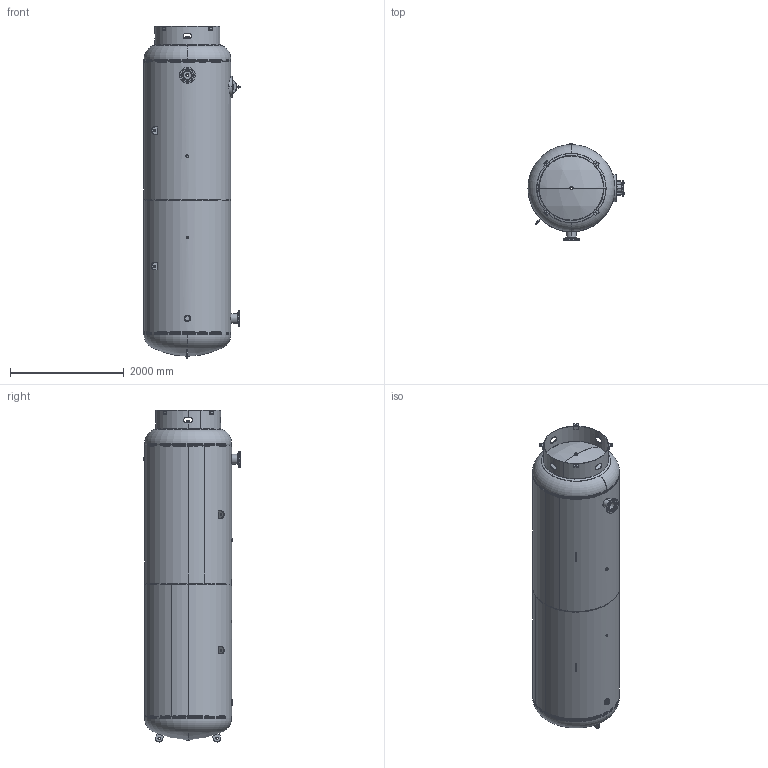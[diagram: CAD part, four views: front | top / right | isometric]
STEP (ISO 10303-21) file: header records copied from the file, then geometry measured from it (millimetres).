
FILE_DESCRIPTION (( 'STEP AP214' ), '1' );
FILE_NAME ('302453.STEP', '2025-06-26T14:00:45', ( '' ), ( '' ), 'SwSTEP 2.0', 'SolidWorks 2022', '' );
FILE_SCHEMA (( 'AUTOMOTIVE_DESIGN' ));
Length unit declared in the file: millimetre
Products named in the file (1): 302453
Bounding box: 1685.83 x 1691.97 x 5825.27 mm (x, y, z)
Volume: 252395731.5 mm3; surface area: 60841675.5 mm2
Topology: 35 solids, 35 shells, 626 faces, 1536 edges, 986 vertices
Faces by surface type: cylinder 238, plane 220, torus 100, bspline 56, sphere 8, cone 4
Entity records: 41080 total; most frequent: CARTESIAN_POINT 18909, DIRECTION 3098, ORIENTED_EDGE 3072, EDGE_CURVE 1536, AXIS2_PLACEMENT_3D 1239, VERTEX_POINT 986, EDGE_LOOP 748, CIRCLE 668
